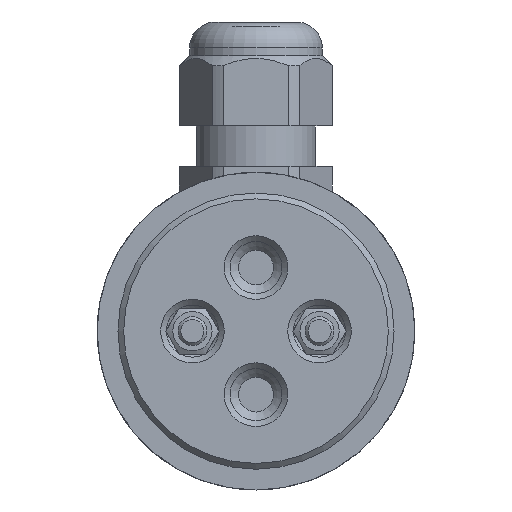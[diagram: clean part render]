
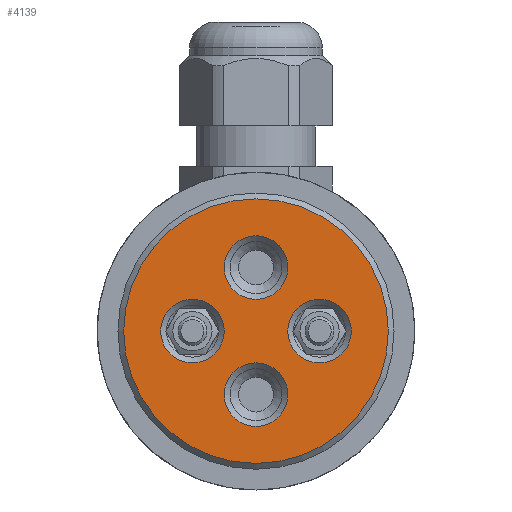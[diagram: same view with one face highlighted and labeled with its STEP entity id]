
A CAD part, left-side view. The second image highlights one B-rep face of the part: STEP entity #4139.
In plain terms, the highlighted planar face has unit normal (-1, 0, 0).
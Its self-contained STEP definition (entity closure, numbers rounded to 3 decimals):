
#230=FACE_BOUND('',#784,.T.);
#231=FACE_BOUND('',#785,.T.);
#232=FACE_BOUND('',#786,.T.);
#233=FACE_BOUND('',#787,.T.);
#535=FACE_OUTER_BOUND('',#783,.T.);
#783=EDGE_LOOP('',(#3700));
#784=EDGE_LOOP('',(#3701,#3702));
#785=EDGE_LOOP('',(#3703,#3704));
#786=EDGE_LOOP('',(#3705,#3706));
#787=EDGE_LOOP('',(#3707,#3708));
#1038=CIRCLE('',#4613,5.5);
#1039=CIRCLE('',#4614,5.5);
#1048=CIRCLE('',#4628,5.5);
#1049=CIRCLE('',#4629,5.5);
#1051=CIRCLE('',#4633,5.5);
#1052=CIRCLE('',#4634,5.5);
#1061=CIRCLE('',#4648,5.5);
#1062=CIRCLE('',#4649,5.5);
#1070=CIRCLE('',#4661,22.9);
#1905=VERTEX_POINT('',#7345);
#1906=VERTEX_POINT('',#7347);
#1915=VERTEX_POINT('',#7374);
#1916=VERTEX_POINT('',#7376);
#1917=VERTEX_POINT('',#7382);
#1918=VERTEX_POINT('',#7384);
#1927=VERTEX_POINT('',#7411);
#1928=VERTEX_POINT('',#7413);
#1936=VERTEX_POINT('',#7436);
#2492=EDGE_CURVE('',#1906,#1905,#1038,.T.);
#2493=EDGE_CURVE('',#1905,#1906,#1039,.T.);
#2506=EDGE_CURVE('',#1916,#1915,#1048,.T.);
#2507=EDGE_CURVE('',#1915,#1916,#1049,.T.);
#2510=EDGE_CURVE('',#1918,#1917,#1051,.T.);
#2511=EDGE_CURVE('',#1917,#1918,#1052,.T.);
#2524=EDGE_CURVE('',#1928,#1927,#1061,.T.);
#2525=EDGE_CURVE('',#1927,#1928,#1062,.T.);
#2536=EDGE_CURVE('',#1936,#1936,#1070,.T.);
#3700=ORIENTED_EDGE('',*,*,#2536,.F.);
#3701=ORIENTED_EDGE('',*,*,#2492,.T.);
#3702=ORIENTED_EDGE('',*,*,#2493,.T.);
#3703=ORIENTED_EDGE('',*,*,#2506,.T.);
#3704=ORIENTED_EDGE('',*,*,#2507,.T.);
#3705=ORIENTED_EDGE('',*,*,#2510,.T.);
#3706=ORIENTED_EDGE('',*,*,#2511,.T.);
#3707=ORIENTED_EDGE('',*,*,#2524,.T.);
#3708=ORIENTED_EDGE('',*,*,#2525,.T.);
#3904=PLANE('',#4662);
#4139=ADVANCED_FACE('',(#535,#230,#231,#232,#233),#3904,.T.);
#4613=AXIS2_PLACEMENT_3D('',#7348,#5790,#5791);
#4614=AXIS2_PLACEMENT_3D('',#7349,#5792,#5793);
#4628=AXIS2_PLACEMENT_3D('',#7377,#5824,#5825);
#4629=AXIS2_PLACEMENT_3D('',#7378,#5826,#5827);
#4633=AXIS2_PLACEMENT_3D('',#7385,#5835,#5836);
#4634=AXIS2_PLACEMENT_3D('',#7386,#5837,#5838);
#4648=AXIS2_PLACEMENT_3D('',#7414,#5869,#5870);
#4649=AXIS2_PLACEMENT_3D('',#7415,#5871,#5872);
#4661=AXIS2_PLACEMENT_3D('',#7438,#5898,#5899);
#4662=AXIS2_PLACEMENT_3D('',#7439,#5900,#5901);
#5790=DIRECTION('center_axis',(1.,0.,0.));
#5791=DIRECTION('ref_axis',(0.,-1.,0.));
#5792=DIRECTION('center_axis',(1.,0.,0.));
#5793=DIRECTION('ref_axis',(0.,-1.,0.));
#5824=DIRECTION('center_axis',(1.,0.,0.));
#5825=DIRECTION('ref_axis',(0.,0.,1.));
#5826=DIRECTION('center_axis',(1.,0.,0.));
#5827=DIRECTION('ref_axis',(0.,0.,1.));
#5835=DIRECTION('center_axis',(1.,0.,0.));
#5836=DIRECTION('ref_axis',(0.,1.,0.));
#5837=DIRECTION('center_axis',(1.,0.,0.));
#5838=DIRECTION('ref_axis',(0.,1.,0.));
#5869=DIRECTION('center_axis',(1.,0.,0.));
#5870=DIRECTION('ref_axis',(0.,0.,-1.));
#5871=DIRECTION('center_axis',(1.,0.,0.));
#5872=DIRECTION('ref_axis',(0.,0.,-1.));
#5898=DIRECTION('center_axis',(1.,0.,0.));
#5899=DIRECTION('ref_axis',(0.,-1.,0.));
#5900=DIRECTION('center_axis',(-1.,0.,0.));
#5901=DIRECTION('ref_axis',(0.,0.,1.));
#7345=CARTESIAN_POINT('',(-27.417,-5.277,0.));
#7347=CARTESIAN_POINT('',(-27.417,-16.277,0.));
#7348=CARTESIAN_POINT('Origin',(-27.417,-10.777,0.));
#7349=CARTESIAN_POINT('Origin',(-27.417,-10.777,0.));
#7374=CARTESIAN_POINT('',(-27.417,0.223,5.5));
#7376=CARTESIAN_POINT('',(-27.417,0.223,16.5));
#7377=CARTESIAN_POINT('Origin',(-27.417,0.223,11.));
#7378=CARTESIAN_POINT('Origin',(-27.417,0.223,11.));
#7382=CARTESIAN_POINT('',(-27.417,5.723,0.));
#7384=CARTESIAN_POINT('',(-27.417,16.723,0.));
#7385=CARTESIAN_POINT('Origin',(-27.417,11.223,0.));
#7386=CARTESIAN_POINT('Origin',(-27.417,11.223,0.));
#7411=CARTESIAN_POINT('',(-27.417,0.223,-5.5));
#7413=CARTESIAN_POINT('',(-27.417,0.223,-16.5));
#7414=CARTESIAN_POINT('Origin',(-27.417,0.223,-11.));
#7415=CARTESIAN_POINT('Origin',(-27.417,0.223,-11.));
#7436=CARTESIAN_POINT('',(-27.417,23.123,0.));
#7438=CARTESIAN_POINT('Origin',(-27.417,0.223,0.));
#7439=CARTESIAN_POINT('Origin',(-27.417,24.123,0.));
